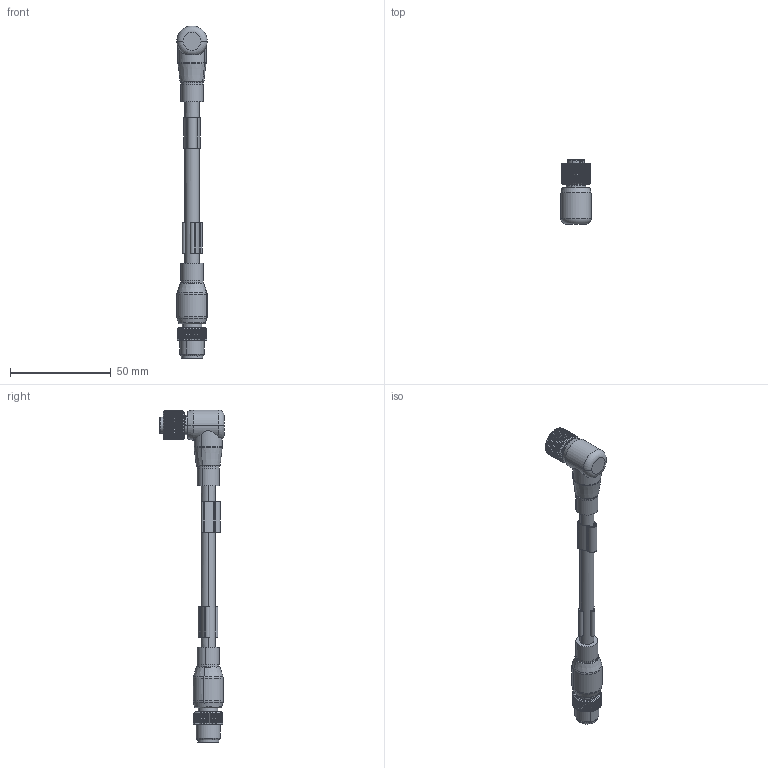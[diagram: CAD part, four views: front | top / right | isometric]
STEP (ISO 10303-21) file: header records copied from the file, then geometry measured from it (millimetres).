
FILE_DESCRIPTION(('CATIA V5 STEP Exchange','CAx-IF Rec.Pracs.--- Model Styling and Organization---1.5--- 2016-08-15','CAx-IF Rec.Pracs.---Supplemental Geometry---1.0---2011-11-01','CAx-IF Rec.Pracs.--- Composite Materials ---1.1---2010-07-15'),'2;1');
FILE_NAME ('434655-2_0', '2025-07-08T04:34:59+00:00', ('none'), ('Weidmueller'), 'CATIA Version 5-6 Release 2022 SP4 HF5', 'CATIA V5 STEP AP214 v3', 'none');
FILE_SCHEMA(('AUTOMOTIVE_DESIGN { 1 0 10303 214 1 1 1 1 }'));
Length unit declared in the file: millimetre
Products named in the file (1): 1061990000
Bounding box: 15 x 32 x 164.5 mm (x, y, z)
Volume: 16571.9 mm3; surface area: 11547 mm2
Topology: 1 solids, 28 shells, 1607 faces, 4262 edges, 2715 vertices
Faces by surface type: cylinder 648, plane 542, cone 238, torus 132, bspline 30, sphere 12, revolution 5
Entity records: 49928 total; most frequent: CARTESIAN_POINT 14044, ORIENTED_EDGE 8440, DIRECTION 5165, EDGE_CURVE 4220, VERTEX_POINT 2715, AXIS2_PLACEMENT_3D 2601, EDGE_LOOP 1724, CIRCLE 1642
